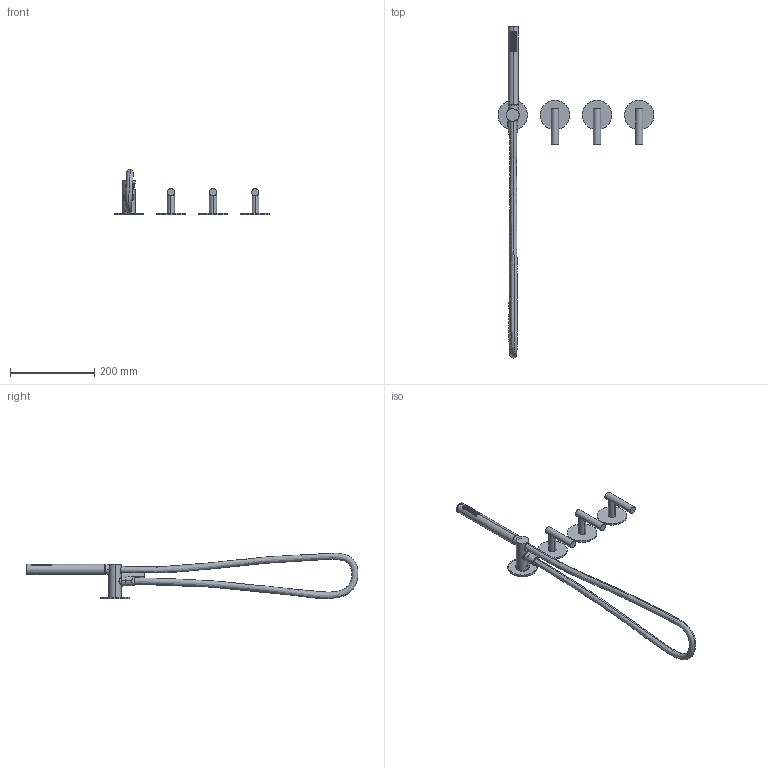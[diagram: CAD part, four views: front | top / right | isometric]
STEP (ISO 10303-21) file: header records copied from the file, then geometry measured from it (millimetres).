
FILE_DESCRIPTION (( 'STEP AP214' ), '1' );
FILE_NAME ('MRS.0003.STEP', '2023-11-10T09:32:12', ( '' ), ( '' ), 'SwSTEP 2.0', 'SolidWorks 2022', '' );
FILE_SCHEMA (( 'AUTOMOTIVE_DESIGN' ));
Length unit declared in the file: millimetre
Products named in the file (12): 0046.000.03; 0044.000.25; 0032.000.06; CHUVEIRO MAO; MRS.0003; 011100700300; 0669.004.00; 010901800800; 0669.001.00; 011416006000; 011416007700; 0679.001.00
Assembly tree (17 placements, depth 2):
  MRS.0003
    0032.000.06
    0046.000.03
    0044.000.25
    010901800800
    011416006000
    011416007700
    011100700300
    CHUVEIRO MAO
    0669.001.00  x3
    0669.004.00  x3
    0679.001.00  x3
Bounding box: 370 x 788.02 x 108.81 mm (x, y, z)
Volume: 472429.4 mm3; surface area: 157206.1 mm2
Topology: 18 solids, 18 shells, 992 faces, 2464 edges, 1597 vertices
Faces by surface type: cylinder 321, bspline 269, plane 249, cone 110, torus 39, sphere 4
Entity records: 62662 total; most frequent: CARTESIAN_POINT 43007, ORIENTED_EDGE 3980, DIRECTION 2709, EDGE_CURVE 1990, VERTEX_POINT 1291, AXIS2_PLACEMENT_3D 1122, B_SPLINE_CURVE_WITH_KNOTS 966, EDGE_LOOP 935
